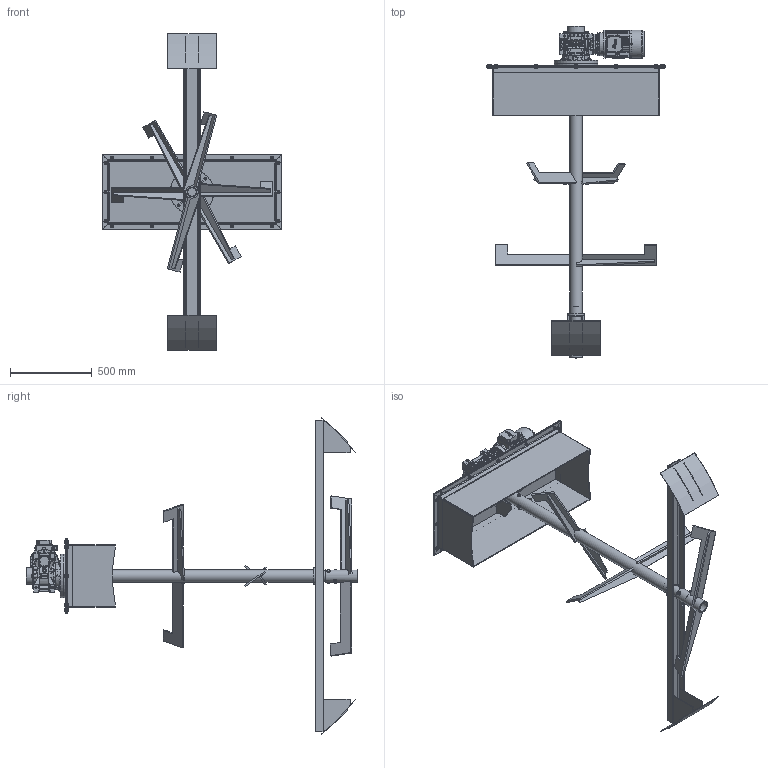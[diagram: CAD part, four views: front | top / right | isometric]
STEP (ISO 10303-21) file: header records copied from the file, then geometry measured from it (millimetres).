
FILE_DESCRIPTION(('FreeCAD Model'),'2;1');
FILE_NAME('Open CASCADE Shape Model','2025-05-02T02:13:19',('FreeCAD'),( 'FreeCAD'),'Open CASCADE STEP processor 7.6','FreeCAD','Unknown');
FILE_SCHEMA(('AUTOMOTIVE_DESIGN { 1 0 10303 214 1 1 1 1 }'));
Products named in the file (1): Open CASCADE STEP translator 7.6 1
Bounding box: 1100.03 x 2033.5 x 1941.52 mm (x, y, z)
Volume: 33346631.5 mm3; surface area: 7826960.9 mm2
Topology: 103 solids, 105 shells, 4499 faces, 11789 edges, 7729 vertices
Faces by surface type: plane 2475, cylinder 1571, cone 370, torus 60, bspline 16, sphere 5, revolution 2
Full cylindrical faces by diameter (mm): 1.8 x1, 2.02 x1, 5.5 x2, 6 x16, 6.647 x1, 7.45 x12, 7.65 x4, 8 x12, 8.376 x32, 8.4 x1, 10 x18, 10.106 x8, 12 x42, 13 x24, 13.4 x14, 13.5 x6, 14 x4, 15 x6, 15.8 x4, 20.752 x1, 24 x4, 25 x4, 29 x1, 30 x1, 31 x1, 42 x1, 45 x1, 50 x3, 55 x1, 58 x1
Entity records: 176080 total; most frequent: CARTESIAN_POINT 65243, ORIENTED_EDGE 23540, DIRECTION 22578, EDGE_CURVE 11770, AXIS2_PLACEMENT_3D 8139, VERTEX_POINT 7729, LINE 6298, VECTOR 6298
